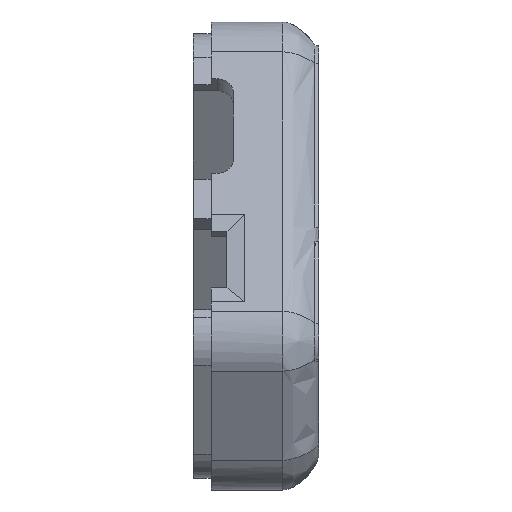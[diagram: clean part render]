
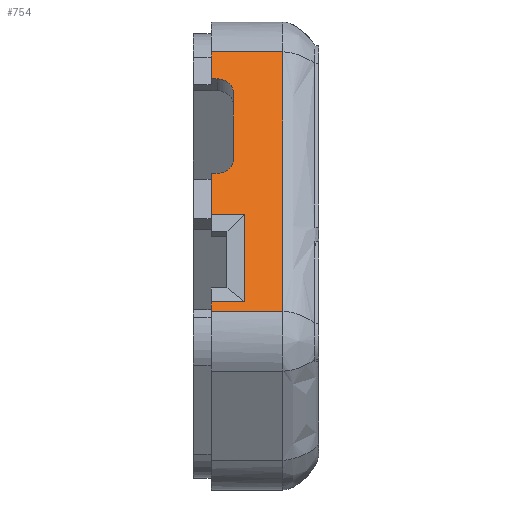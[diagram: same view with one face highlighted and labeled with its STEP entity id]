
A CAD part, left-side view. The second image highlights one B-rep face of the part: STEP entity #754.
In plain terms, the highlighted planar face has unit normal (-0.866, 0, 0.5).
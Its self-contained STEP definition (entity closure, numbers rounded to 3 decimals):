
#3 = EDGE_CURVE ( 'NONE', #62, #3562, #2214, .T. ) ;
#16 = VECTOR ( 'NONE', #1278, 1000. ) ;
#41 = LINE ( 'NONE', #1206, #3735 ) ;
#62 = VERTEX_POINT ( 'NONE', #1311 ) ;
#106 = DIRECTION ( 'NONE',  ( 0., -1., 0. ) ) ;
#169 = DIRECTION ( 'NONE',  ( 0., 1., 0. ) ) ;
#174 = VECTOR ( 'NONE', #169, 1000. ) ;
#183 = DIRECTION ( 'NONE',  ( -0.866, 0., 0.5 ) ) ;
#194 = ORIENTED_EDGE ( 'NONE', *, *, #1958, .T. ) ;
#199 = CARTESIAN_POINT ( 'NONE',  ( -21.161, 9., -2.252 ) ) ;
#267 = VERTEX_POINT ( 'NONE', #1302 ) ;
#289 = ORIENTED_EDGE ( 'NONE', *, *, #1242, .F. ) ;
#339 = CARTESIAN_POINT ( 'NONE',  ( -21.161, 9., -2.252 ) ) ;
#357 = CARTESIAN_POINT ( 'NONE',  ( -9.93, 8.5, 17.2 ) ) ;
#390 = VERTEX_POINT ( 'NONE', #2840 ) ;
#397 = B_SPLINE_CURVE_WITH_KNOTS ( 'NONE', 3,
 ( #3073, #756, #3726, #2245 ),
 .UNSPECIFIED., .F., .F.,
 ( 4, 4 ),
 ( 0., 1. ),
 .UNSPECIFIED. ) ;
#435 = CARTESIAN_POINT ( 'NONE',  ( -13.825, 7.15, 10.454 ) ) ;
#437 = EDGE_CURVE ( 'NONE', #3365, #969, #2263, .T. ) ;
#466 = CARTESIAN_POINT ( 'NONE',  ( -13.825, 8.5, 10.454 ) ) ;
#473 = EDGE_LOOP ( 'NONE', ( #2878, #2781, #2916, #530, #1494, #289, #965, #3017, #663, #576, #701, #194, #2404, #2011 ) ) ;
#530 = ORIENTED_EDGE ( 'NONE', *, *, #1986, .T. ) ;
#558 = VECTOR ( 'NONE', #1735, 1000. ) ;
#576 = ORIENTED_EDGE ( 'NONE', *, *, #2291, .T. ) ;
#613 = VECTOR ( 'NONE', #2323, 1000. ) ;
#614 = VECTOR ( 'NONE', #3143, 1000. ) ;
#629 = CARTESIAN_POINT ( 'NONE',  ( -14.5, 0., 9.285 ) ) ;
#639 = CARTESIAN_POINT ( 'NONE',  ( -14.896, 9., 8.6 ) ) ;
#663 = ORIENTED_EDGE ( 'NONE', *, *, #2865, .F. ) ;
#701 = ORIENTED_EDGE ( 'NONE', *, *, #2458, .T. ) ;
#754 = ADVANCED_FACE ( 'NONE', ( #1621 ), #3091, .T. ) ;
#756 = CARTESIAN_POINT ( 'NONE',  ( -16.984, 3., 4.983 ) ) ;
#761 = DIRECTION ( 'NONE',  ( 0.5, 0., 0.866 ) ) ;
#816 = VERTEX_POINT ( 'NONE', #435 ) ;
#852 = CARTESIAN_POINT ( 'NONE',  ( -20.706, 9., -1.464 ) ) ;
#868 = LINE ( 'NONE', #639, #3539 ) ;
#869 = VECTOR ( 'NONE', #106, 1000. ) ;
#882 = CARTESIAN_POINT ( 'NONE',  ( -14.896, 9., 8.6 ) ) ;
#950 = LINE ( 'NONE', #3286, #16 ) ;
#965 = ORIENTED_EDGE ( 'NONE', *, *, #1016, .F. ) ;
#969 = VERTEX_POINT ( 'NONE', #1024 ) ;
#1016 = EDGE_CURVE ( 'NONE', #816, #1260, #3259, .T. ) ;
#1018 = CARTESIAN_POINT ( 'NONE',  ( -8.63, 3., 19.452 ) ) ;
#1024 = CARTESIAN_POINT ( 'NONE',  ( -21.161, 3., -2.252 ) ) ;
#1046 = CIRCLE ( 'NONE', #2875, 1.35 ) ;
#1165 = LINE ( 'NONE', #3512, #558 ) ;
#1166 = DIRECTION ( 'NONE',  ( 0., -1., 0. ) ) ;
#1206 = CARTESIAN_POINT ( 'NONE',  ( -8.63, 9., 19.452 ) ) ;
#1220 = CARTESIAN_POINT ( 'NONE',  ( -10.605, 8.5, 16.031 ) ) ;
#1242 = EDGE_CURVE ( 'NONE', #1260, #2129, #2629, .T. ) ;
#1260 = VERTEX_POINT ( 'NONE', #1524 ) ;
#1278 = DIRECTION ( 'NONE',  ( 0., 1., 0. ) ) ;
#1302 = CARTESIAN_POINT ( 'NONE',  ( -8.63, 9., 19.452 ) ) ;
#1303 = CARTESIAN_POINT ( 'NONE',  ( -16.486, 7.68, 5.845 ) ) ;
#1309 = EDGE_CURVE ( 'NONE', #2129, #1381, #950, .T. ) ;
#1311 = CARTESIAN_POINT ( 'NONE',  ( -20.706, 6.18, -1.464 ) ) ;
#1328 = CARTESIAN_POINT ( 'NONE',  ( -9.93, 9., 17.2 ) ) ;
#1381 = VERTEX_POINT ( 'NONE', #1328 ) ;
#1477 = LINE ( 'NONE', #3232, #613 ) ;
#1494 = ORIENTED_EDGE ( 'NONE', *, *, #1309, .F. ) ;
#1524 = CARTESIAN_POINT ( 'NONE',  ( -10.605, 7.15, 16.031 ) ) ;
#1570 = VERTEX_POINT ( 'NONE', #3488 ) ;
#1621 = FACE_OUTER_BOUND ( 'NONE', #473, .T. ) ;
#1651 = AXIS2_PLACEMENT_3D ( 'NONE', #2806, #183, #3686 ) ;
#1711 = VECTOR ( 'NONE', #3581, 1000. ) ;
#1735 = DIRECTION ( 'NONE',  ( -0.5, 0., -0.866 ) ) ;
#1804 = DIRECTION ( 'NONE',  ( -0.866, 0., 0.5 ) ) ;
#1838 = CARTESIAN_POINT ( 'NONE',  ( -14.896, 7.15, 8.6 ) ) ;
#1958 = EDGE_CURVE ( 'NONE', #390, #62, #1477, .T. ) ;
#1986 = EDGE_CURVE ( 'NONE', #267, #1381, #868, .T. ) ;
#1995 = VERTEX_POINT ( 'NONE', #2027 ) ;
#2011 = ORIENTED_EDGE ( 'NONE', *, *, #3393, .T. ) ;
#2027 = CARTESIAN_POINT ( 'NONE',  ( -14.5, 9., 9.285 ) ) ;
#2063 = LINE ( 'NONE', #629, #869 ) ;
#2073 = LINE ( 'NONE', #1303, #3242 ) ;
#2129 = VERTEX_POINT ( 'NONE', #357 ) ;
#2214 = LINE ( 'NONE', #3709, #174 ) ;
#2245 = CARTESIAN_POINT ( 'NONE',  ( -8.63, 3., 19.452 ) ) ;
#2263 = LINE ( 'NONE', #199, #614 ) ;
#2279 = VERTEX_POINT ( 'NONE', #3228 ) ;
#2291 = EDGE_CURVE ( 'NONE', #1995, #1570, #1165, .T. ) ;
#2323 = DIRECTION ( 'NONE',  ( -0.5, 0., -0.866 ) ) ;
#2341 = DIRECTION ( 'NONE',  ( -0.5, 0., -0.866 ) ) ;
#2404 = ORIENTED_EDGE ( 'NONE', *, *, #3, .T. ) ;
#2458 = EDGE_CURVE ( 'NONE', #1570, #390, #2073, .T. ) ;
#2571 = AXIS2_PLACEMENT_3D ( 'NONE', #1220, #1804, #3037 ) ;
#2629 = CIRCLE ( 'NONE', #2571, 1.35 ) ;
#2781 = ORIENTED_EDGE ( 'NONE', *, *, #3253, .T. ) ;
#2806 = CARTESIAN_POINT ( 'NONE',  ( -14.896, 9., 8.6 ) ) ;
#2840 = CARTESIAN_POINT ( 'NONE',  ( -16.486, 6.18, 5.845 ) ) ;
#2865 = EDGE_CURVE ( 'NONE', #1995, #2279, #2063, .T. ) ;
#2875 = AXIS2_PLACEMENT_3D ( 'NONE', #466, #3677, #761 ) ;
#2878 = ORIENTED_EDGE ( 'NONE', *, *, #437, .T. ) ;
#2883 = LINE ( 'NONE', #882, #3124 ) ;
#2908 = VERTEX_POINT ( 'NONE', #1018 ) ;
#2915 = DIRECTION ( 'NONE',  ( -0.5, 0., -0.866 ) ) ;
#2916 = ORIENTED_EDGE ( 'NONE', *, *, #3370, .F. ) ;
#2972 = EDGE_CURVE ( 'NONE', #2279, #816, #1046, .T. ) ;
#3017 = ORIENTED_EDGE ( 'NONE', *, *, #2972, .F. ) ;
#3037 = DIRECTION ( 'NONE',  ( 0.5, 0., 0.866 ) ) ;
#3073 = CARTESIAN_POINT ( 'NONE',  ( -21.161, 3., -2.252 ) ) ;
#3091 = PLANE ( 'NONE',  #1651 ) ;
#3124 = VECTOR ( 'NONE', #2915, 1000. ) ;
#3143 = DIRECTION ( 'NONE',  ( 0., -1., 0. ) ) ;
#3228 = CARTESIAN_POINT ( 'NONE',  ( -14.5, 8.5, 9.285 ) ) ;
#3232 = CARTESIAN_POINT ( 'NONE',  ( -19.956, 6.18, -0.165 ) ) ;
#3242 = VECTOR ( 'NONE', #3251, 1000. ) ;
#3251 = DIRECTION ( 'NONE',  ( 0., -1., 0. ) ) ;
#3253 = EDGE_CURVE ( 'NONE', #969, #2908, #397, .T. ) ;
#3259 = LINE ( 'NONE', #1838, #1711 ) ;
#3286 = CARTESIAN_POINT ( 'NONE',  ( -9.93, 0., 17.2 ) ) ;
#3365 = VERTEX_POINT ( 'NONE', #339 ) ;
#3370 = EDGE_CURVE ( 'NONE', #267, #2908, #41, .T. ) ;
#3393 = EDGE_CURVE ( 'NONE', #3562, #3365, #2883, .T. ) ;
#3488 = CARTESIAN_POINT ( 'NONE',  ( -16.486, 9., 5.845 ) ) ;
#3512 = CARTESIAN_POINT ( 'NONE',  ( -14.896, 9., 8.6 ) ) ;
#3539 = VECTOR ( 'NONE', #2341, 1000. ) ;
#3562 = VERTEX_POINT ( 'NONE', #852 ) ;
#3581 = DIRECTION ( 'NONE',  ( 0.5, 0., 0.866 ) ) ;
#3677 = DIRECTION ( 'NONE',  ( -0.866, 0., 0.5 ) ) ;
#3686 = DIRECTION ( 'NONE',  ( 0.5, 0., 0.866 ) ) ;
#3709 = CARTESIAN_POINT ( 'NONE',  ( -20.706, 9., -1.464 ) ) ;
#3726 = CARTESIAN_POINT ( 'NONE',  ( -12.807, 3., 12.217 ) ) ;
#3735 = VECTOR ( 'NONE', #1166, 1000. ) ;
